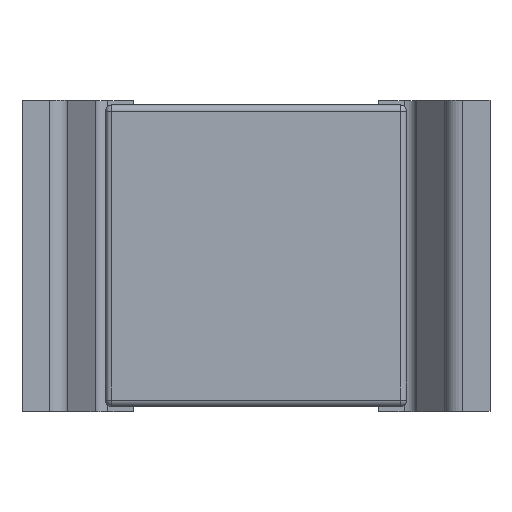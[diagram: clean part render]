
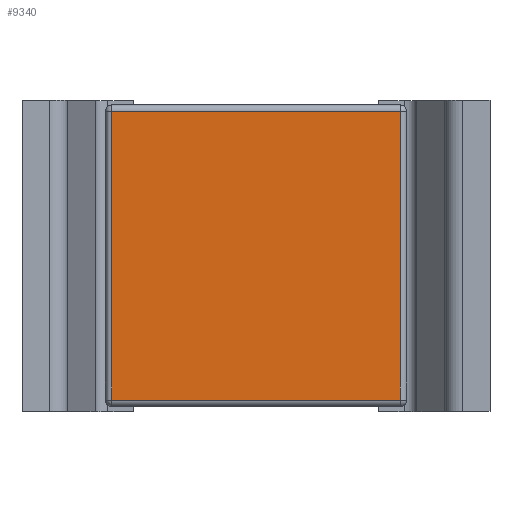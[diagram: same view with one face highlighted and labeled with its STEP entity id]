
A CAD part, top view. The second image highlights one B-rep face of the part: STEP entity #9340.
In plain terms, the highlighted planar face has unit normal (0, 0, 1).
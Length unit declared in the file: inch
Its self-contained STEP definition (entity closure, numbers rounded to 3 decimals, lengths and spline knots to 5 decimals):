
#704=FACE_OUTER_BOUND('',#1251,.T.);
#1251=EDGE_LOOP('',(#6260,#6261,#6262,#6263));
#1836=LINE('',#13266,#2854);
#1838=LINE('',#13274,#2856);
#1840=LINE('',#13282,#2858);
#1842=LINE('',#13291,#2860);
#2854=VECTOR('',#10716,0.3937);
#2856=VECTOR('',#10724,0.3937);
#2858=VECTOR('',#10732,0.3937);
#2860=VECTOR('',#10744,0.3937);
#3870=VERTEX_POINT('',#13263);
#3871=VERTEX_POINT('',#13265);
#3874=VERTEX_POINT('',#13273);
#3877=VERTEX_POINT('',#13281);
#4777=EDGE_CURVE('',#3870,#3871,#1836,.T.);
#4781=EDGE_CURVE('',#3871,#3874,#1838,.T.);
#4785=EDGE_CURVE('',#3874,#3877,#1840,.T.);
#4790=EDGE_CURVE('',#3877,#3870,#1842,.T.);
#6260=ORIENTED_EDGE('',*,*,#4777,.F.);
#6261=ORIENTED_EDGE('',*,*,#4790,.F.);
#6262=ORIENTED_EDGE('',*,*,#4785,.F.);
#6263=ORIENTED_EDGE('',*,*,#4781,.F.);
#9008=PLANE('',#9926);
#9340=ADVANCED_FACE('',(#704),#9008,.T.);
#9926=AXIS2_PLACEMENT_3D('',#13310,#10773,#10774);
#10716=DIRECTION('',(-1.,0.,0.));
#10724=DIRECTION('',(0.,1.,0.));
#10732=DIRECTION('',(1.,0.,0.));
#10744=DIRECTION('',(0.,-1.,0.));
#10773=DIRECTION('center_axis',(0.,0.,
1.));
#10774=DIRECTION('ref_axis',(-1.,0.,0.));
#13263=CARTESIAN_POINT('',(0.22047,-0.22047,0.75709));
#13265=CARTESIAN_POINT('',(-0.22047,-0.22047,0.75709));
#13266=CARTESIAN_POINT('',(0.11024,-0.22047,0.75709));
#13273=CARTESIAN_POINT('',(-0.22047,0.22047,0.75709));
#13274=CARTESIAN_POINT('',(-0.22047,-0.11024,0.75709));
#13281=CARTESIAN_POINT('',(0.22047,0.22047,0.75709));
#13282=CARTESIAN_POINT('',(-0.11024,0.22047,0.75709));
#13291=CARTESIAN_POINT('',(0.22047,0.11024,0.75709));
#13310=CARTESIAN_POINT('Origin',(0.,0.,
0.75709));
